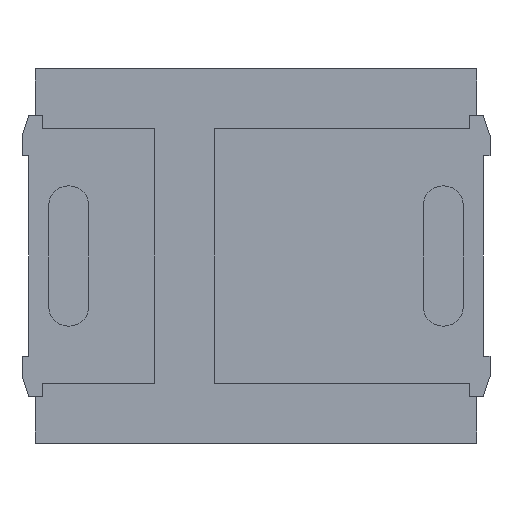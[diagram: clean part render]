
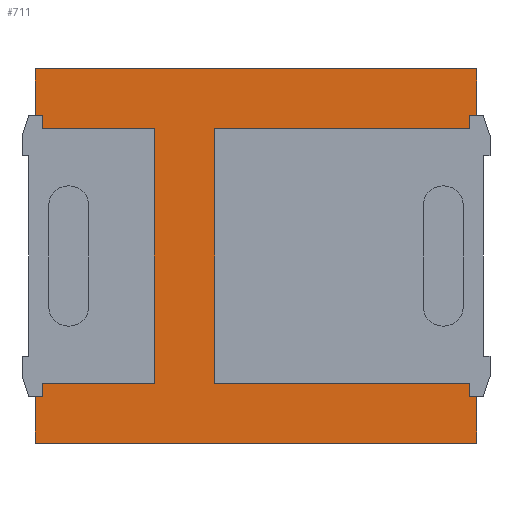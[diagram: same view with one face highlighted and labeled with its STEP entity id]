
A CAD part, front view. The second image highlights one B-rep face of the part: STEP entity #711.
In plain terms, the highlighted planar face has unit normal (0, -1, 0).
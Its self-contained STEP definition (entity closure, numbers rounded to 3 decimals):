
#23 = ORIENTED_EDGE ( 'NONE', *, *, #163, .F. ) ;
#29 = LINE ( 'NONE', #1720, #1297 ) ;
#45 = VERTEX_POINT ( 'NONE', #845 ) ;
#54 = CARTESIAN_POINT ( 'NONE',  ( 1.6, 0., 0.95 ) ) ;
#78 = DIRECTION ( 'NONE',  ( -1., 0., 0. ) ) ;
#82 = LINE ( 'NONE', #2362, #1123 ) ;
#109 = VECTOR ( 'NONE', #2398, 1000. ) ;
#136 = CARTESIAN_POINT ( 'NONE',  ( 0., 0., -1.05 ) ) ;
#146 = DIRECTION ( 'NONE',  ( 0., 0., -1. ) ) ;
#149 = ORIENTED_EDGE ( 'NONE', *, *, #232, .T. ) ;
#157 = DIRECTION ( 'NONE',  ( 1., 0., 0. ) ) ;
#163 = EDGE_CURVE ( 'NONE', #1533, #775, #929, .T. ) ;
#178 = LINE ( 'NONE', #1325, #831 ) ;
#185 = VECTOR ( 'NONE', #1520, 1000. ) ;
#196 = CARTESIAN_POINT ( 'NONE',  ( -1.65, 0., 1.4 ) ) ;
#198 = DIRECTION ( 'NONE',  ( 0., 0., -1. ) ) ;
#201 = VECTOR ( 'NONE', #157, 1000. ) ;
#232 = EDGE_CURVE ( 'NONE', #615, #518, #1288, .T. ) ;
#245 = DIRECTION ( 'NONE',  ( 1., 0., 0. ) ) ;
#250 = CARTESIAN_POINT ( 'NONE',  ( -1.6, 0., 0.95 ) ) ;
#270 = VECTOR ( 'NONE', #1539, 1000. ) ;
#284 = CARTESIAN_POINT ( 'NONE',  ( -0.76, 0., 0.95 ) ) ;
#294 = VERTEX_POINT ( 'NONE', #1080 ) ;
#310 = CARTESIAN_POINT ( 'NONE',  ( 0., 0., -0.95 ) ) ;
#322 = VECTOR ( 'NONE', #78, 1000. ) ;
#324 = DIRECTION ( 'NONE',  ( 1., 0., 0. ) ) ;
#333 = LINE ( 'NONE', #2027, #322 ) ;
#349 = ORIENTED_EDGE ( 'NONE', *, *, #1473, .T. ) ;
#355 = VERTEX_POINT ( 'NONE', #2308 ) ;
#361 = FACE_OUTER_BOUND ( 'NONE', #2110, .T. ) ;
#400 = ORIENTED_EDGE ( 'NONE', *, *, #1833, .F. ) ;
#408 = EDGE_CURVE ( 'NONE', #700, #2447, #1875, .T. ) ;
#413 = ORIENTED_EDGE ( 'NONE', *, *, #2354, .T. ) ;
#433 = CARTESIAN_POINT ( 'NONE',  ( -1.6, 0., 0. ) ) ;
#476 = DIRECTION ( 'NONE',  ( 0., 0., -1. ) ) ;
#518 = VERTEX_POINT ( 'NONE', #54 ) ;
#560 = DIRECTION ( 'NONE',  ( 1., 0., 0. ) ) ;
#577 = DIRECTION ( 'NONE',  ( -1., 0., 0. ) ) ;
#592 = VECTOR ( 'NONE', #577, 1000. ) ;
#606 = EDGE_CURVE ( 'NONE', #1758, #1079, #82, .T. ) ;
#615 = VERTEX_POINT ( 'NONE', #2029 ) ;
#637 = EDGE_CURVE ( 'NONE', #45, #2318, #1480, .T. ) ;
#677 = VECTOR ( 'NONE', #1077, 1000. ) ;
#698 = VERTEX_POINT ( 'NONE', #893 ) ;
#700 = VERTEX_POINT ( 'NONE', #916 ) ;
#701 = EDGE_CURVE ( 'NONE', #355, #987, #1307, .T. ) ;
#711 = ADVANCED_FACE ( 'NONE', ( #361 ), #924, .T. ) ;
#716 = ORIENTED_EDGE ( 'NONE', *, *, #1310, .T. ) ;
#717 = VERTEX_POINT ( 'NONE', #1502 ) ;
#775 = VERTEX_POINT ( 'NONE', #1914 ) ;
#801 = VECTOR ( 'NONE', #146, 1000. ) ;
#812 = EDGE_CURVE ( 'NONE', #717, #1652, #1611, .T. ) ;
#831 = VECTOR ( 'NONE', #2085, 1000. ) ;
#845 = CARTESIAN_POINT ( 'NONE',  ( 1.6, 0., -1.05 ) ) ;
#846 = CARTESIAN_POINT ( 'NONE',  ( 0., 0., 1.05 ) ) ;
#876 = EDGE_CURVE ( 'NONE', #2447, #355, #1075, .T. ) ;
#893 = CARTESIAN_POINT ( 'NONE',  ( -1.6, 0., 1.05 ) ) ;
#916 = CARTESIAN_POINT ( 'NONE',  ( -1.65, 0., 1.05 ) ) ;
#924 = PLANE ( 'NONE',  #2233 ) ;
#929 = LINE ( 'NONE', #2436, #2405 ) ;
#950 = CARTESIAN_POINT ( 'NONE',  ( -1.65, 0., 1.4 ) ) ;
#960 = ORIENTED_EDGE ( 'NONE', *, *, #1505, .T. ) ;
#974 = LINE ( 'NONE', #1321, #1524 ) ;
#987 = VERTEX_POINT ( 'NONE', #2101 ) ;
#991 = EDGE_CURVE ( 'NONE', #1864, #518, #29, .T. ) ;
#1000 = ORIENTED_EDGE ( 'NONE', *, *, #1255, .F. ) ;
#1041 = ORIENTED_EDGE ( 'NONE', *, *, #701, .F. ) ;
#1052 = ORIENTED_EDGE ( 'NONE', *, *, #408, .F. ) ;
#1075 = LINE ( 'NONE', #1795, #1686 ) ;
#1077 = DIRECTION ( 'NONE',  ( 0., 0., -1. ) ) ;
#1079 = VERTEX_POINT ( 'NONE', #2138 ) ;
#1080 = CARTESIAN_POINT ( 'NONE',  ( -1.65, 0., -1.05 ) ) ;
#1083 = VECTOR ( 'NONE', #560, 1000. ) ;
#1088 = VERTEX_POINT ( 'NONE', #250 ) ;
#1093 = CARTESIAN_POINT ( 'NONE',  ( 1.65, 0., -1.05 ) ) ;
#1123 = VECTOR ( 'NONE', #324, 1000. ) ;
#1185 = DIRECTION ( 'NONE',  ( 0., 0., -1. ) ) ;
#1204 = CARTESIAN_POINT ( 'NONE',  ( -0.76, 0., 0. ) ) ;
#1250 = CARTESIAN_POINT ( 'NONE',  ( 1.6, 0., 0. ) ) ;
#1255 = EDGE_CURVE ( 'NONE', #717, #1851, #2152, .T. ) ;
#1274 = DIRECTION ( 'NONE',  ( 1., 0., 0. ) ) ;
#1288 = LINE ( 'NONE', #2251, #1083 ) ;
#1294 = LINE ( 'NONE', #1479, #677 ) ;
#1297 = VECTOR ( 'NONE', #198, 1000. ) ;
#1307 = LINE ( 'NONE', #1663, #801 ) ;
#1310 = EDGE_CURVE ( 'NONE', #1652, #1841, #1950, .T. ) ;
#1321 = CARTESIAN_POINT ( 'NONE',  ( 0., 0., 1.05 ) ) ;
#1325 = CARTESIAN_POINT ( 'NONE',  ( -0.31, 0., 0. ) ) ;
#1361 = CARTESIAN_POINT ( 'NONE',  ( -1.6, 0., 0. ) ) ;
#1434 = ORIENTED_EDGE ( 'NONE', *, *, #606, .F. ) ;
#1473 = EDGE_CURVE ( 'NONE', #700, #698, #974, .T. ) ;
#1474 = CARTESIAN_POINT ( 'NONE',  ( -1.65, 0., 1.4 ) ) ;
#1479 = CARTESIAN_POINT ( 'NONE',  ( 1.65, 0., 1.4 ) ) ;
#1480 = LINE ( 'NONE', #136, #201 ) ;
#1490 = DIRECTION ( 'NONE',  ( 0., -1., 0. ) ) ;
#1502 = CARTESIAN_POINT ( 'NONE',  ( -0.76, 0., -0.95 ) ) ;
#1505 = EDGE_CURVE ( 'NONE', #698, #1088, #1756, .T. ) ;
#1520 = DIRECTION ( 'NONE',  ( 0., 0., -1. ) ) ;
#1524 = VECTOR ( 'NONE', #245, 1000. ) ;
#1533 = VERTEX_POINT ( 'NONE', #1740 ) ;
#1539 = DIRECTION ( 'NONE',  ( 0., 0., 1. ) ) ;
#1593 = EDGE_CURVE ( 'NONE', #1851, #1088, #2258, .T. ) ;
#1595 = CARTESIAN_POINT ( 'NONE',  ( -1.6, 0., -1.05 ) ) ;
#1609 = LINE ( 'NONE', #846, #2337 ) ;
#1611 = LINE ( 'NONE', #310, #109 ) ;
#1626 = ORIENTED_EDGE ( 'NONE', *, *, #2024, .F. ) ;
#1627 = VECTOR ( 'NONE', #1697, 1000. ) ;
#1652 = VERTEX_POINT ( 'NONE', #2439 ) ;
#1657 = EDGE_CURVE ( 'NONE', #2318, #1533, #1294, .T. ) ;
#1663 = CARTESIAN_POINT ( 'NONE',  ( 1.65, 0., 1.4 ) ) ;
#1673 = CARTESIAN_POINT ( 'NONE',  ( 0., 0., 0. ) ) ;
#1683 = VECTOR ( 'NONE', #1185, 1000. ) ;
#1686 = VECTOR ( 'NONE', #1274, 1000. ) ;
#1697 = DIRECTION ( 'NONE',  ( 0., 0., 1. ) ) ;
#1720 = CARTESIAN_POINT ( 'NONE',  ( 1.6, 0., 0. ) ) ;
#1740 = CARTESIAN_POINT ( 'NONE',  ( 1.65, 0., -1.4 ) ) ;
#1756 = LINE ( 'NONE', #1361, #1683 ) ;
#1758 = VERTEX_POINT ( 'NONE', #2259 ) ;
#1777 = ORIENTED_EDGE ( 'NONE', *, *, #2346, .F. ) ;
#1795 = CARTESIAN_POINT ( 'NONE',  ( -1.65, 0., 1.4 ) ) ;
#1833 = EDGE_CURVE ( 'NONE', #987, #1864, #1609, .T. ) ;
#1841 = VERTEX_POINT ( 'NONE', #1595 ) ;
#1851 = VERTEX_POINT ( 'NONE', #284 ) ;
#1864 = VERTEX_POINT ( 'NONE', #2164 ) ;
#1875 = LINE ( 'NONE', #950, #1627 ) ;
#1885 = DIRECTION ( 'NONE',  ( -1., 0., 0. ) ) ;
#1903 = VECTOR ( 'NONE', #2446, 1000. ) ;
#1914 = CARTESIAN_POINT ( 'NONE',  ( -1.65, 0., -1.4 ) ) ;
#1950 = LINE ( 'NONE', #433, #185 ) ;
#1983 = DIRECTION ( 'NONE',  ( -1., 0., 0. ) ) ;
#2024 = EDGE_CURVE ( 'NONE', #1079, #45, #2142, .T. ) ;
#2027 = CARTESIAN_POINT ( 'NONE',  ( 0., 0., -1.05 ) ) ;
#2029 = CARTESIAN_POINT ( 'NONE',  ( -0.31, 0., 0.95 ) ) ;
#2085 = DIRECTION ( 'NONE',  ( 0., 0., 1. ) ) ;
#2089 = ORIENTED_EDGE ( 'NONE', *, *, #876, .F. ) ;
#2090 = CARTESIAN_POINT ( 'NONE',  ( 0., 0., 0.95 ) ) ;
#2093 = ORIENTED_EDGE ( 'NONE', *, *, #1657, .F. ) ;
#2096 = VECTOR ( 'NONE', #476, 1000. ) ;
#2101 = CARTESIAN_POINT ( 'NONE',  ( 1.65, 0., 1.05 ) ) ;
#2110 = EDGE_LOOP ( 'NONE', ( #716, #2359, #1777, #23, #2093, #2285, #1626, #1434, #413, #149, #2223, #400, #1041, #2089, #1052, #349, #960, #2407, #1000, #2147 ) ) ;
#2138 = CARTESIAN_POINT ( 'NONE',  ( 1.6, 0., -0.95 ) ) ;
#2142 = LINE ( 'NONE', #1250, #2096 ) ;
#2147 = ORIENTED_EDGE ( 'NONE', *, *, #812, .T. ) ;
#2152 = LINE ( 'NONE', #1204, #270 ) ;
#2164 = CARTESIAN_POINT ( 'NONE',  ( 1.6, 0., 1.05 ) ) ;
#2198 = EDGE_CURVE ( 'NONE', #1841, #294, #333, .T. ) ;
#2223 = ORIENTED_EDGE ( 'NONE', *, *, #991, .F. ) ;
#2229 = LINE ( 'NONE', #1474, #1903 ) ;
#2233 = AXIS2_PLACEMENT_3D ( 'NONE', #1673, #1490, #2257 ) ;
#2251 = CARTESIAN_POINT ( 'NONE',  ( 0., 0., 0.95 ) ) ;
#2257 = DIRECTION ( 'NONE',  ( 0., 0., -1. ) ) ;
#2258 = LINE ( 'NONE', #2090, #592 ) ;
#2259 = CARTESIAN_POINT ( 'NONE',  ( -0.31, 0., -0.95 ) ) ;
#2285 = ORIENTED_EDGE ( 'NONE', *, *, #637, .F. ) ;
#2308 = CARTESIAN_POINT ( 'NONE',  ( 1.65, 0., 1.4 ) ) ;
#2318 = VERTEX_POINT ( 'NONE', #1093 ) ;
#2337 = VECTOR ( 'NONE', #1983, 1000. ) ;
#2346 = EDGE_CURVE ( 'NONE', #775, #294, #2229, .T. ) ;
#2354 = EDGE_CURVE ( 'NONE', #1758, #615, #178, .T. ) ;
#2359 = ORIENTED_EDGE ( 'NONE', *, *, #2198, .T. ) ;
#2362 = CARTESIAN_POINT ( 'NONE',  ( 0., 0., -0.95 ) ) ;
#2398 = DIRECTION ( 'NONE',  ( -1., 0., 0. ) ) ;
#2405 = VECTOR ( 'NONE', #1885, 1000. ) ;
#2407 = ORIENTED_EDGE ( 'NONE', *, *, #1593, .F. ) ;
#2436 = CARTESIAN_POINT ( 'NONE',  ( -1.65, 0., -1.4 ) ) ;
#2439 = CARTESIAN_POINT ( 'NONE',  ( -1.6, 0., -0.95 ) ) ;
#2446 = DIRECTION ( 'NONE',  ( 0., 0., 1. ) ) ;
#2447 = VERTEX_POINT ( 'NONE', #196 ) ;
